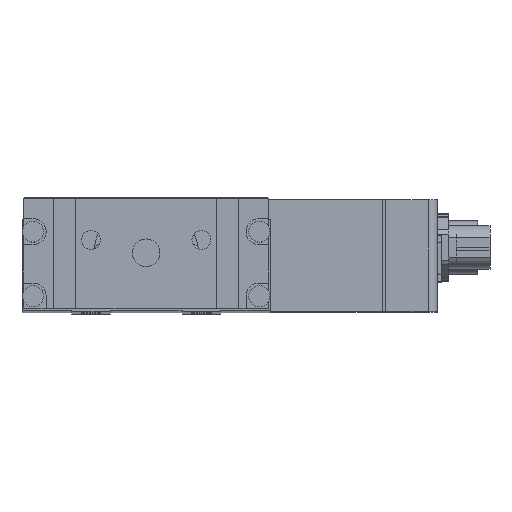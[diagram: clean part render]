
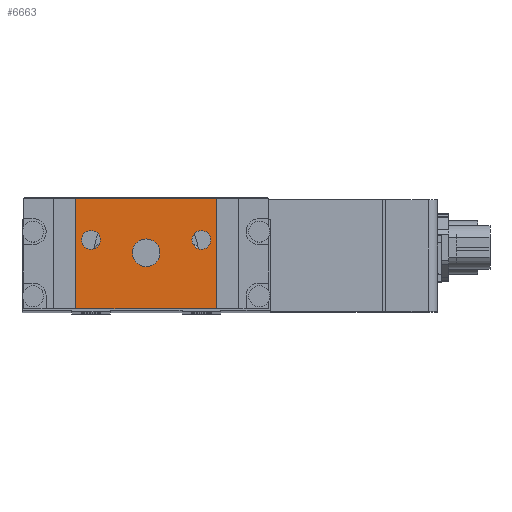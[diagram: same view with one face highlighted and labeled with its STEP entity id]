
A CAD part, top view. The second image highlights one B-rep face of the part: STEP entity #6663.
In plain terms, the highlighted planar face has unit normal (0, 0, 1).
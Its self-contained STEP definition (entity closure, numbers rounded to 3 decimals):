
#211 = DIRECTION ( 'NONE',  ( 0., 0., 1. ) ) ;
#421 = DIRECTION ( 'NONE',  ( 1., 0., 0. ) ) ;
#749 = EDGE_CURVE ( 'NONE', #19568, #16929, #13962, .T. ) ;
#1473 = AXIS2_PLACEMENT_3D ( 'NONE', #18727, #9238, #10849 ) ;
#1479 = VERTEX_POINT ( 'NONE', #24100 ) ;
#1927 = FACE_BOUND ( 'NONE', #25675, .T. ) ;
#2177 = FACE_OUTER_BOUND ( 'NONE', #6373, .T. ) ;
#2268 = AXIS2_PLACEMENT_3D ( 'NONE', #18380, #22704, #421 ) ;
#2334 = DIRECTION ( 'NONE',  ( 0., 0., 1. ) ) ;
#2615 = DIRECTION ( 'NONE',  ( 0., 0., 1. ) ) ;
#2785 = AXIS2_PLACEMENT_3D ( 'NONE', #26080, #211, #16337 ) ;
#3348 = CARTESIAN_POINT ( 'NONE',  ( -12.75, -10.17, 265.55 ) ) ;
#3649 = DIRECTION ( 'NONE',  ( 0., 1., 0. ) ) ;
#3775 = FACE_BOUND ( 'NONE', #17189, .T. ) ;
#3886 = CARTESIAN_POINT ( 'NONE',  ( 12.75, -10.17, 265.55 ) ) ;
#4006 = DIRECTION ( 'NONE',  ( 1., 0., 0. ) ) ;
#4251 = CARTESIAN_POINT ( 'NONE',  ( -22.25, 9.83, 265.55 ) ) ;
#4478 = CARTESIAN_POINT ( 'NONE',  ( 12.75, 9.83, 265.55 ) ) ;
#5429 = EDGE_CURVE ( 'NONE', #1479, #9005, #25129, .T. ) ;
#5669 = CIRCLE ( 'NONE', #2268, 1.7 ) ;
#5694 = VERTEX_POINT ( 'NONE', #17712 ) ;
#5837 = ORIENTED_EDGE ( 'NONE', *, *, #25852, .F. ) ;
#6061 = CARTESIAN_POINT ( 'NONE',  ( -10., 2.33, 265.55 ) ) ;
#6270 = CARTESIAN_POINT ( 'NONE',  ( -11.7, 2.33, 265.55 ) ) ;
#6373 = EDGE_LOOP ( 'NONE', ( #8886, #11529, #11578, #23327 ) ) ;
#6387 = DIRECTION ( 'NONE',  ( -1., 0., 0. ) ) ;
#6663 = ADVANCED_FACE ( 'NONE', ( #1927, #2177, #3775, #18161 ), #22099, .T. ) ;
#7091 = VECTOR ( 'NONE', #15844, 1000. ) ;
#7618 = CIRCLE ( 'NONE', #14816, 1.7 ) ;
#7683 = EDGE_CURVE ( 'NONE', #19568, #17185, #9629, .T. ) ;
#7695 = VERTEX_POINT ( 'NONE', #19356 ) ;
#8175 = DIRECTION ( 'NONE',  ( 1., 0., 0. ) ) ;
#8369 = LINE ( 'NONE', #4251, #25035 ) ;
#8806 = ORIENTED_EDGE ( 'NONE', *, *, #22767, .F. ) ;
#8886 = ORIENTED_EDGE ( 'NONE', *, *, #17784, .T. ) ;
#9005 = VERTEX_POINT ( 'NONE', #21465 ) ;
#9238 = DIRECTION ( 'NONE',  ( 0., 0., 1. ) ) ;
#9629 = LINE ( 'NONE', #17529, #7091 ) ;
#10088 = VERTEX_POINT ( 'NONE', #18010 ) ;
#10515 = ORIENTED_EDGE ( 'NONE', *, *, #14178, .F. ) ;
#10849 = DIRECTION ( 'NONE',  ( 1., 0., 0. ) ) ;
#11019 = DIRECTION ( 'NONE',  ( 1., 0., 0. ) ) ;
#11529 = ORIENTED_EDGE ( 'NONE', *, *, #21561, .T. ) ;
#11578 = ORIENTED_EDGE ( 'NONE', *, *, #7683, .F. ) ;
#11814 = VECTOR ( 'NONE', #3649, 1000. ) ;
#11835 = DIRECTION ( 'NONE',  ( 1., 0., 0. ) ) ;
#12217 = DIRECTION ( 'NONE',  ( 0., 0., 1. ) ) ;
#13020 = CARTESIAN_POINT ( 'NONE',  ( 10., 2.33, 265.55 ) ) ;
#13066 = ORIENTED_EDGE ( 'NONE', *, *, #21836, .F. ) ;
#13142 = DIRECTION ( 'NONE',  ( 0., 0., 1. ) ) ;
#13840 = CARTESIAN_POINT ( 'NONE',  ( -22.25, -10.17, 265.55 ) ) ;
#13962 = LINE ( 'NONE', #13840, #18142 ) ;
#14178 = EDGE_CURVE ( 'NONE', #10088, #5694, #18211, .T. ) ;
#14325 = ORIENTED_EDGE ( 'NONE', *, *, #21539, .F. ) ;
#14634 = AXIS2_PLACEMENT_3D ( 'NONE', #18725, #2615, #22540 ) ;
#14816 = AXIS2_PLACEMENT_3D ( 'NONE', #6061, #2334, #8175 ) ;
#15073 = VERTEX_POINT ( 'NONE', #4478 ) ;
#15844 = DIRECTION ( 'NONE',  ( 0., 1., 0. ) ) ;
#16337 = DIRECTION ( 'NONE',  ( 1., 0., 0. ) ) ;
#16867 = LINE ( 'NONE', #22898, #11814 ) ;
#16929 = VERTEX_POINT ( 'NONE', #3886 ) ;
#17185 = VERTEX_POINT ( 'NONE', #23511 ) ;
#17189 = EDGE_LOOP ( 'NONE', ( #13066, #14325 ) ) ;
#17343 = ORIENTED_EDGE ( 'NONE', *, *, #5429, .F. ) ;
#17529 = CARTESIAN_POINT ( 'NONE',  ( -12.75, 9.83, 265.55 ) ) ;
#17712 = CARTESIAN_POINT ( 'NONE',  ( 8.3, 2.33, 265.55 ) ) ;
#17784 = EDGE_CURVE ( 'NONE', #16929, #15073, #16867, .T. ) ;
#18010 = CARTESIAN_POINT ( 'NONE',  ( 11.7, 2.33, 265.55 ) ) ;
#18142 = VECTOR ( 'NONE', #11835, 1000. ) ;
#18161 = FACE_BOUND ( 'NONE', #24756, .T. ) ;
#18211 = CIRCLE ( 'NONE', #19058, 1.7 ) ;
#18380 = CARTESIAN_POINT ( 'NONE',  ( -10., 2.33, 265.55 ) ) ;
#18725 = CARTESIAN_POINT ( 'NONE',  ( 0., 0., 265.55 ) ) ;
#18727 = CARTESIAN_POINT ( 'NONE',  ( 10., 2.33, 265.55 ) ) ;
#19058 = AXIS2_PLACEMENT_3D ( 'NONE', #13020, #13142, #11019 ) ;
#19100 = CIRCLE ( 'NONE', #20356, 2.5 ) ;
#19356 = CARTESIAN_POINT ( 'NONE',  ( -8.3, 2.33, 265.55 ) ) ;
#19568 = VERTEX_POINT ( 'NONE', #3348 ) ;
#20356 = AXIS2_PLACEMENT_3D ( 'NONE', #23784, #12217, #4006 ) ;
#21465 = CARTESIAN_POINT ( 'NONE',  ( 2.5, 0., 265.55 ) ) ;
#21539 = EDGE_CURVE ( 'NONE', #7695, #22925, #5669, .T. ) ;
#21561 = EDGE_CURVE ( 'NONE', #15073, #17185, #8369, .T. ) ;
#21836 = EDGE_CURVE ( 'NONE', #22925, #7695, #7618, .T. ) ;
#22099 = PLANE ( 'NONE',  #2785 ) ;
#22540 = DIRECTION ( 'NONE',  ( 1., 0., 0. ) ) ;
#22704 = DIRECTION ( 'NONE',  ( 0., 0., 1. ) ) ;
#22767 = EDGE_CURVE ( 'NONE', #9005, #1479, #19100, .T. ) ;
#22898 = CARTESIAN_POINT ( 'NONE',  ( 12.75, 9.83, 265.55 ) ) ;
#22925 = VERTEX_POINT ( 'NONE', #6270 ) ;
#23327 = ORIENTED_EDGE ( 'NONE', *, *, #749, .T. ) ;
#23511 = CARTESIAN_POINT ( 'NONE',  ( -12.75, 9.83, 265.55 ) ) ;
#23784 = CARTESIAN_POINT ( 'NONE',  ( 0., 0., 265.55 ) ) ;
#24100 = CARTESIAN_POINT ( 'NONE',  ( -2.5, 0., 265.55 ) ) ;
#24227 = CIRCLE ( 'NONE', #1473, 1.7 ) ;
#24756 = EDGE_LOOP ( 'NONE', ( #8806, #17343 ) ) ;
#25035 = VECTOR ( 'NONE', #6387, 1000. ) ;
#25129 = CIRCLE ( 'NONE', #14634, 2.5 ) ;
#25675 = EDGE_LOOP ( 'NONE', ( #5837, #10515 ) ) ;
#25852 = EDGE_CURVE ( 'NONE', #5694, #10088, #24227, .T. ) ;
#26080 = CARTESIAN_POINT ( 'NONE',  ( 0., 0., 265.55 ) ) ;
